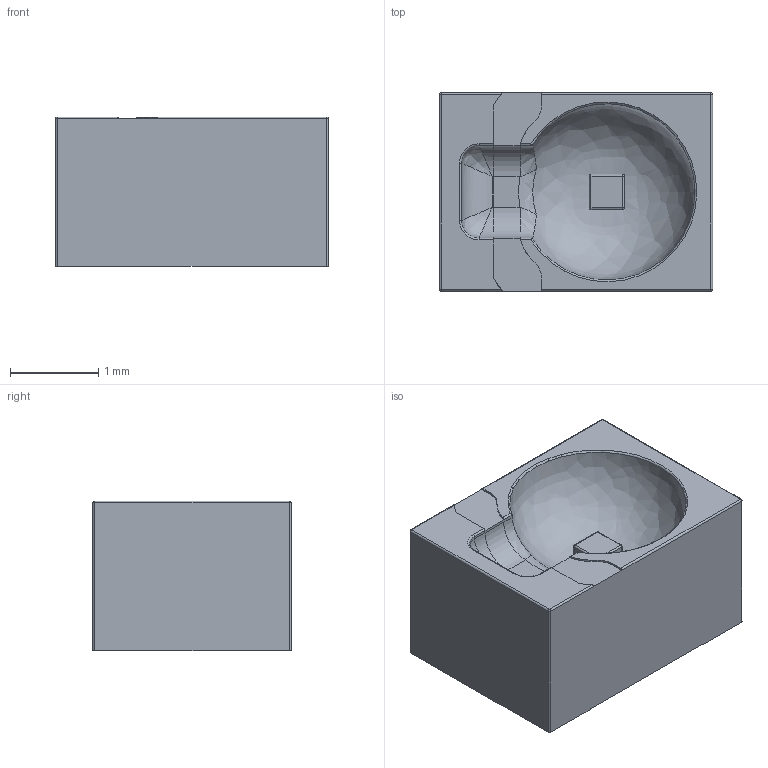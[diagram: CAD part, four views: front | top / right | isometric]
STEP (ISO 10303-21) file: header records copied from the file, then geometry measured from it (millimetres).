
FILE_DESCRIPTION(/* description */ (''),/* implementation_level */ '2;1');
FILE_NAME(/* name */ 'OSRAM - 2SMD 3.1 x 2.25mm.step',/* time_stamp */ '2019-11-27T12:42:51+00:00',/* author */ (''),/* organization */ (''),/* preprocessor_version */ 'ST-DEVELOPER v18',/* originating_system */ 'Autodesk Translation Framework v8.12.0.6',/* authorisation */ '');
FILE_SCHEMA (('AP203_CONFIGURATION_CONTROLLED_3D_DESIGN_OF_MECHANICAL_PARTS_AND_ASSEMBLIES_MIM_LF { 1 0 10303 203 3 1 4 }','AUTOMOTIVE_DESIGN { 1 0 10303 214 3 1 1 }'));
Length unit declared in the file: millimetre
Products named in the file (1): OSRAM - 2SMD
Bounding box: 3.1 x 2.25 x 1.7 mm (x, y, z)
Volume: 9.8 mm3; surface area: 35.1 mm2
Topology: 1 solids, 1 shells, 82 faces, 196 edges, 114 vertices
Faces by surface type: cylinder 34, plane 31, sphere 8, bspline 6, torus 3
Entity records: 2602 total; most frequent: CARTESIAN_POINT 674, ORIENTED_EDGE 388, DIRECTION 385, EDGE_CURVE 194, AXIS2_PLACEMENT_3D 142, VERTEX_POINT 114, LINE 101, VECTOR 101
